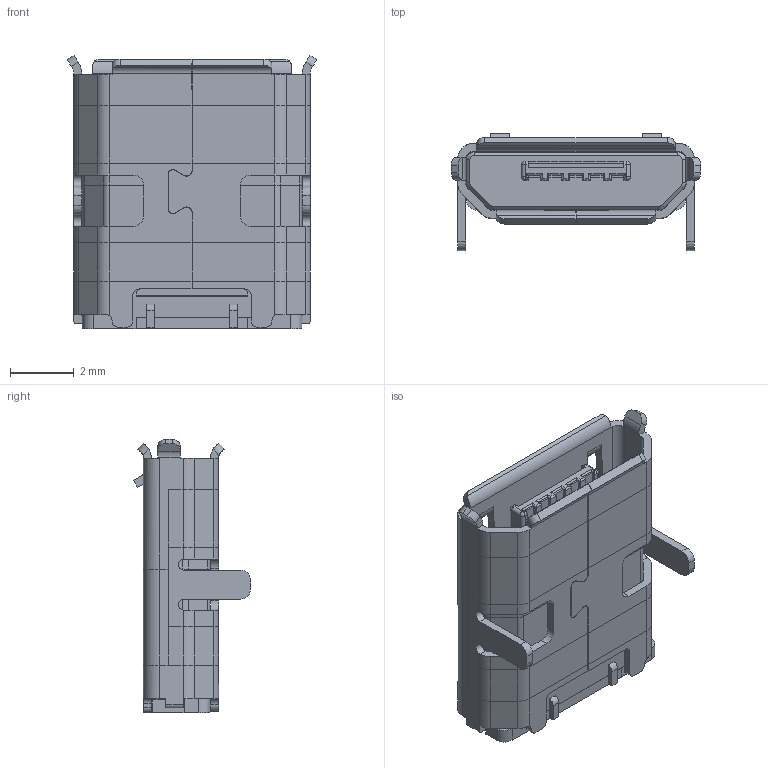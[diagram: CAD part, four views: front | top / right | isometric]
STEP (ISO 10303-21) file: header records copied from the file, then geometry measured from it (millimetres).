
FILE_DESCRIPTION(('FreeCAD Model'),'2;1');
FILE_NAME('Open CASCADE Shape Model','2022-03-27T16:27:56',('Author'),( ''),'Open CASCADE STEP processor 7.5','FreeCAD','Unknown');
FILE_SCHEMA(('AUTOMOTIVE_DESIGN { 1 0 10303 214 1 1 1 1 }'));
Length unit declared in the file: millimetre
Products named in the file (22): Test2; Slice.8; Slice.9; Slice.10; Slice.11; Slice.12; Slice.13; Fusion; Face; Extrusion; Face001; Face004; Face005; Face007; Face010; Face012; Face013; Face014; Extrusion006; Slice.7; Slice.6; Slice.2
Assembly tree (21 placements, depth 2):
  Test2
    Slice.8
    Slice.9
    Slice.10
    Slice.11
    Slice.12
    Slice.13
    Fusion
    Face
    Extrusion
    Face001
    Face004
    Face005
    Face007
    Face010
    Face012
    Face013
    Face014
    Extrusion006
    Slice.7
    Slice.6
    Slice.2
Bounding box: 7.8 x 3.66 x 8.54 mm (x, y, z)
Volume: 95.5 mm3; surface area: 521.2 mm2
Topology: 12 solids, 21 shells, 557 faces, 1526 edges, 996 vertices
Faces by surface type: plane 349, cylinder 198, cone 6, sphere 4
Entity records: 39908 total; most frequent: CARTESIAN_POINT 9454, DIRECTION 5675, LINE 3644, VECTOR 3644, ORIENTED_EDGE 2960, PCURVE 2960, DEFINITIONAL_REPRESENTATION 2960, EDGE_CURVE 1522
